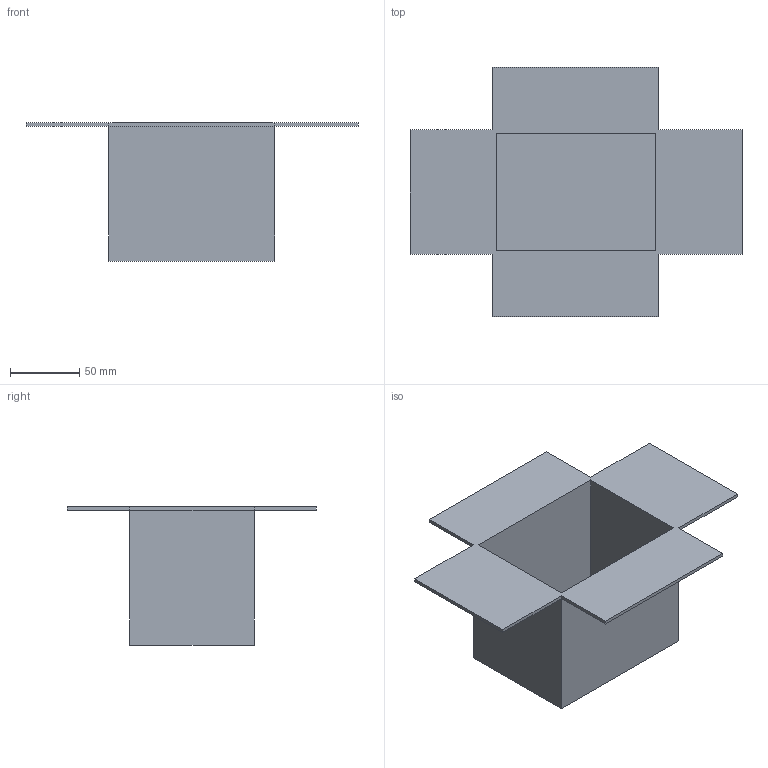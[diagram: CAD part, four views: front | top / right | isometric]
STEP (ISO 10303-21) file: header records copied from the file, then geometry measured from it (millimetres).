
FILE_DESCRIPTION(/* description */ (''),/* implementation_level */ '2;1');
FILE_NAME(/* name */ '031e7f7c-f547-4add-9e04-7c5bc3869f18.stp',/* time_stamp */ '2021-12-13T22:48:44+00:00',/* author */ (''),/* organization */ (''),/* preprocessor_version */ 'ST-DEVELOPER v18.1',/* originating_system */ 'Autodesk Translation Framework v10.10.0.1391',/* authorisation */ '');
FILE_SCHEMA (('AUTOMOTIVE_DESIGN { 1 0 10303 214 3 1 1 }'));
Length unit declared in the file: millimetre
Products named in the file (2): CAJA; Carton Box
Assembly tree (1 placements, depth 2):
  CAJA
    Carton Box
Bounding box: 240 x 180 x 100 mm (x, y, z)
Volume: 180937.5 mm3; surface area: 146850 mm2
Topology: 1 solids, 1 shells, 27 faces, 60 edges, 36 vertices
Faces by surface type: plane 27
Entity records: 778 total; most frequent: CARTESIAN_POINT 126, ORIENTED_EDGE 120, DIRECTION 120, LINE 60, VECTOR 60, EDGE_CURVE 60, VERTEX_POINT 36, AXIS2_PLACEMENT_3D 30
